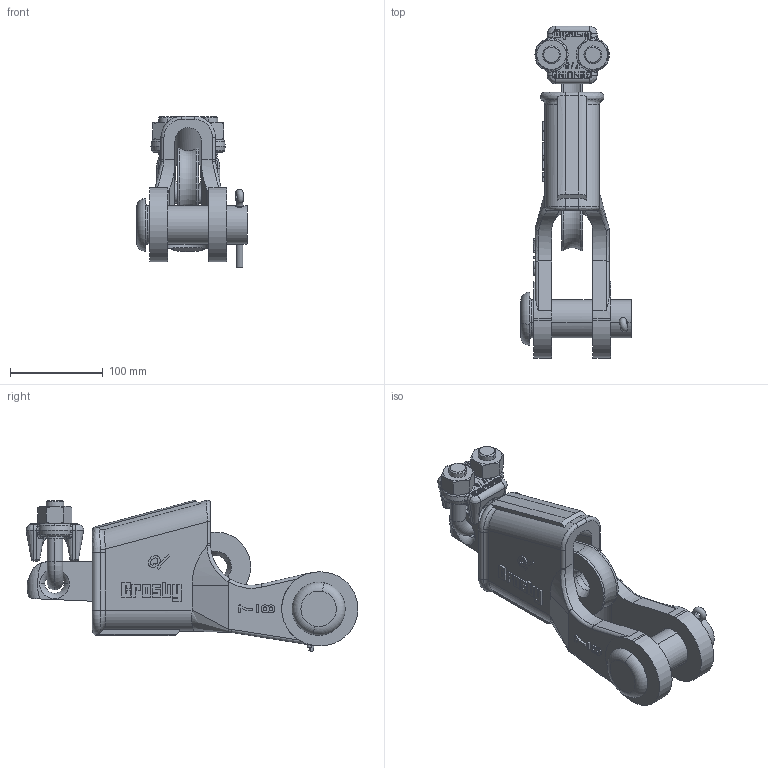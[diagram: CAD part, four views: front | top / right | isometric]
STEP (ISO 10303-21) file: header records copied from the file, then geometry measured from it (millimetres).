
FILE_DESCRIPTION((''),'2;1');
FILE_NAME('CROSBY_421T_088','2005-07-21T',('ADoughty'),('The Crosby Group, Inc.'),'PRO/ENGINEER BY PARAMETRIC TECHNOLOGY CORPORATION, 2004090','PRO/ENGINEER BY PARAMETRIC TECHNOLOGY CORPORATION, 2004090','');
FILE_SCHEMA(('CONFIG_CONTROL_DESIGN'));
Length unit declared in the file: inch
Products named in the file (1): CROSBY_421T_088
Bounding box: 119 x 357.13 x 162.93 mm (x, y, z)
Volume: 1427339.9 mm3; surface area: 227917 mm2
Topology: 4 solids, 4 shells, 706 faces, 1791 edges, 1123 vertices
Faces by surface type: plane 322, bspline 124, cylinder 121, torus 54, cone 44, extrusion 41
Entity records: 30408 total; most frequent: CARTESIAN_POINT 14337, ORIENTED_EDGE 3582, DIRECTION 2942, EDGE_CURVE 1791, VERTEX_POINT 1123, AXIS2_PLACEMENT_3D 991, VECTOR 960, LINE 919
